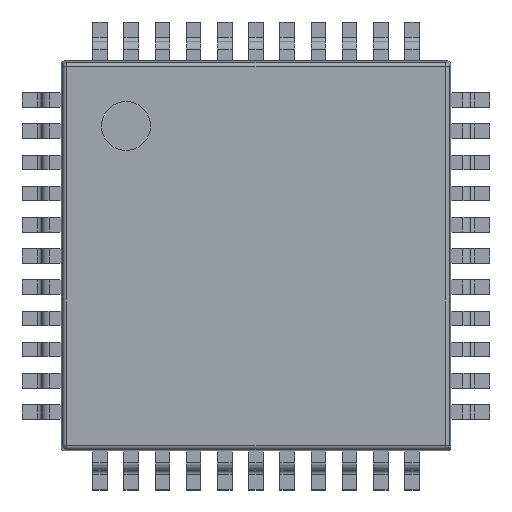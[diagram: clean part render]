
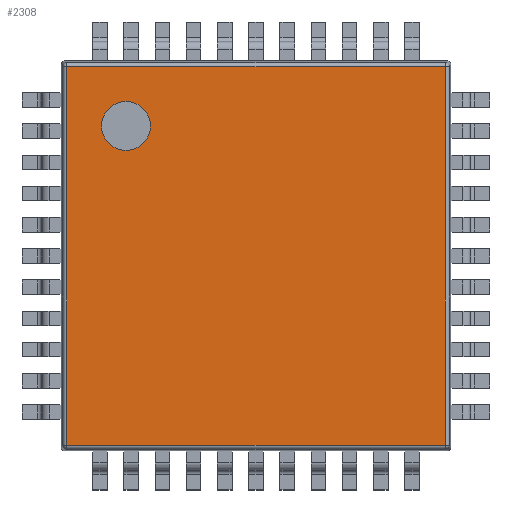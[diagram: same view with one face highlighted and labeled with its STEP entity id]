
A CAD part, top view. The second image highlights one B-rep face of the part: STEP entity #2308.
In plain terms, the highlighted planar face has unit normal (0, 0, 1).
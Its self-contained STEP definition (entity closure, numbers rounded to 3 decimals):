
#2132 = VERTEX_POINT('',#2133);
#2133 = CARTESIAN_POINT('',(0.145,0.145,1.2));
#2140 = EDGE_CURVE('',#2132,#2141,#2143,.T.);
#2141 = VERTEX_POINT('',#2142);
#2142 = CARTESIAN_POINT('',(0.145,9.855,1.2));
#2143 = LINE('',#2144,#2145);
#2144 = CARTESIAN_POINT('',(0.145,0.055,1.2));
#2145 = VECTOR('',#2146,1.);
#2146 = DIRECTION('',(0.,1.,0.));
#2183 = VERTEX_POINT('',#2184);
#2184 = CARTESIAN_POINT('',(9.855,0.145,1.2));
#2191 = EDGE_CURVE('',#2132,#2183,#2192,.T.);
#2192 = LINE('',#2193,#2194);
#2193 = CARTESIAN_POINT('',(0.055,0.145,1.2));
#2194 = VECTOR('',#2195,1.);
#2195 = DIRECTION('',(1.,0.,0.));
#2237 = EDGE_CURVE('',#2141,#2238,#2240,.T.);
#2238 = VERTEX_POINT('',#2239);
#2239 = CARTESIAN_POINT('',(9.855,9.855,1.2));
#2240 = LINE('',#2241,#2242);
#2241 = CARTESIAN_POINT('',(0.055,9.855,1.2));
#2242 = VECTOR('',#2243,1.);
#2243 = DIRECTION('',(1.,0.,0.));
#2268 = EDGE_CURVE('',#2183,#2238,#2269,.T.);
#2269 = LINE('',#2270,#2271);
#2270 = CARTESIAN_POINT('',(9.855,0.055,1.2));
#2271 = VECTOR('',#2272,1.);
#2272 = DIRECTION('',(0.,1.,0.));
#2308 = ADVANCED_FACE('',(#2309,#2315),#2326,.T.);
#2309 = FACE_BOUND('',#2310,.T.);
#2310 = EDGE_LOOP('',(#2311,#2312,#2313,#2314));
#2311 = ORIENTED_EDGE('',*,*,#2140,.F.);
#2312 = ORIENTED_EDGE('',*,*,#2191,.T.);
#2313 = ORIENTED_EDGE('',*,*,#2268,.T.);
#2314 = ORIENTED_EDGE('',*,*,#2237,.F.);
#2315 = FACE_BOUND('',#2316,.T.);
#2316 = EDGE_LOOP('',(#2317));
#2317 = ORIENTED_EDGE('',*,*,#2318,.F.);
#2318 = EDGE_CURVE('',#2319,#2319,#2321,.T.);
#2319 = VERTEX_POINT('',#2320);
#2320 = CARTESIAN_POINT('',(2.292,8.333,1.2));
#2321 = CIRCLE('',#2322,0.625);
#2322 = AXIS2_PLACEMENT_3D('',#2323,#2324,#2325);
#2323 = CARTESIAN_POINT('',(1.667,8.333,1.2));
#2324 = DIRECTION('',(0.,0.,1.));
#2325 = DIRECTION('',(1.,0.,0.));
#2326 = PLANE('',#2327);
#2327 = AXIS2_PLACEMENT_3D('',#2328,#2329,#2330);
#2328 = CARTESIAN_POINT('',(0.,0.,1.2));
#2329 = DIRECTION('',(0.,0.,1.));
#2330 = DIRECTION('',(1.,0.,0.));
